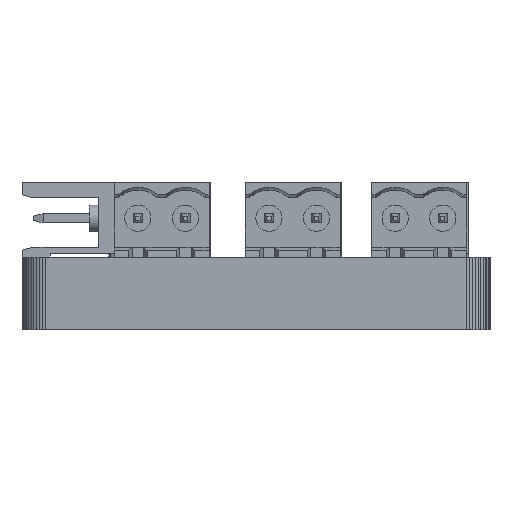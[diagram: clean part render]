
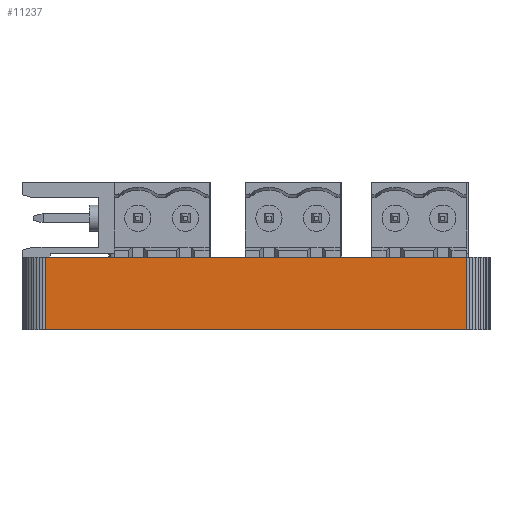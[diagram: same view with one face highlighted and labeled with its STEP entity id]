
A CAD part, left-side view. The second image highlights one B-rep face of the part: STEP entity #11237.
In plain terms, the highlighted planar face has unit normal (-1, 0, 0).
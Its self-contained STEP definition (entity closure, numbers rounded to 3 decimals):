
#6716 = PLANE('',#6717);
#6717 = AXIS2_PLACEMENT_3D('',#6718,#6719,#6720);
#6718 = CARTESIAN_POINT('',(100.,-75.,7.76));
#6719 = DIRECTION('',(-0.,-0.,-1.));
#6720 = DIRECTION('',(-1.,0.,0.));
#6770 = PLANE('',#6771);
#6771 = AXIS2_PLACEMENT_3D('',#6772,#6773,#6774);
#6772 = CARTESIAN_POINT('',(100.,-75.,0.));
#6773 = DIRECTION('',(-0.,-0.,-1.));
#6774 = DIRECTION('',(-1.,0.,0.));
#7887 = VERTEX_POINT('',#7888);
#7888 = CARTESIAN_POINT('',(75.,-97.5,0.));
#7902 = PLANE('',#7903);
#7903 = AXIS2_PLACEMENT_3D('',#7904,#7905,#7906);
#7904 = CARTESIAN_POINT('',(75.021,-97.826,0.));
#7905 = DIRECTION('',(-0.998,-0.065,0.));
#7906 = DIRECTION('',(-0.065,0.998,0.));
#7914 = EDGE_CURVE('',#7887,#7915,#7917,.T.);
#7915 = VERTEX_POINT('',#7916);
#7916 = CARTESIAN_POINT('',(75.,-52.5,0.));
#7917 = SURFACE_CURVE('',#7918,(#7922,#7929),.PCURVE_S1.);
#7918 = LINE('',#7919,#7920);
#7919 = CARTESIAN_POINT('',(75.,-97.5,0.));
#7920 = VECTOR('',#7921,1.);
#7921 = DIRECTION('',(0.,1.,0.));
#7922 = PCURVE('',#6770,#7923);
#7923 = DEFINITIONAL_REPRESENTATION('',(#7924),#7928);
#7924 = LINE('',#7925,#7926);
#7925 = CARTESIAN_POINT('',(25.,-22.5));
#7926 = VECTOR('',#7927,1.);
#7927 = DIRECTION('',(0.,1.));
#7928 = ( GEOMETRIC_REPRESENTATION_CONTEXT(2) 
PARAMETRIC_REPRESENTATION_CONTEXT() REPRESENTATION_CONTEXT('2D SPACE',''
  ) );
#7929 = PCURVE('',#7930,#7935);
#7930 = PLANE('',#7931);
#7931 = AXIS2_PLACEMENT_3D('',#7932,#7933,#7934);
#7932 = CARTESIAN_POINT('',(75.,-97.5,0.));
#7933 = DIRECTION('',(-1.,0.,0.));
#7934 = DIRECTION('',(0.,1.,0.));
#7935 = DEFINITIONAL_REPRESENTATION('',(#7936),#7940);
#7936 = LINE('',#7937,#7938);
#7937 = CARTESIAN_POINT('',(0.,0.));
#7938 = VECTOR('',#7939,1.);
#7939 = DIRECTION('',(1.,0.));
#7940 = ( GEOMETRIC_REPRESENTATION_CONTEXT(2) 
PARAMETRIC_REPRESENTATION_CONTEXT() REPRESENTATION_CONTEXT('2D SPACE',''
  ) );
#7958 = PLANE('',#7959);
#7959 = AXIS2_PLACEMENT_3D('',#7960,#7961,#7962);
#7960 = CARTESIAN_POINT('',(75.,-52.5,0.));
#7961 = DIRECTION('',(-0.998,0.065,0.));
#7962 = DIRECTION('',(0.065,0.998,0.));
#9683 = VERTEX_POINT('',#9684);
#9684 = CARTESIAN_POINT('',(75.,-97.5,7.76));
#9705 = EDGE_CURVE('',#9683,#9706,#9708,.T.);
#9706 = VERTEX_POINT('',#9707);
#9707 = CARTESIAN_POINT('',(75.,-52.5,7.76));
#9708 = SURFACE_CURVE('',#9709,(#9713,#9720),.PCURVE_S1.);
#9709 = LINE('',#9710,#9711);
#9710 = CARTESIAN_POINT('',(75.,-97.5,7.76));
#9711 = VECTOR('',#9712,1.);
#9712 = DIRECTION('',(0.,1.,0.));
#9713 = PCURVE('',#6716,#9714);
#9714 = DEFINITIONAL_REPRESENTATION('',(#9715),#9719);
#9715 = LINE('',#9716,#9717);
#9716 = CARTESIAN_POINT('',(25.,-22.5));
#9717 = VECTOR('',#9718,1.);
#9718 = DIRECTION('',(0.,1.));
#9719 = ( GEOMETRIC_REPRESENTATION_CONTEXT(2) 
PARAMETRIC_REPRESENTATION_CONTEXT() REPRESENTATION_CONTEXT('2D SPACE',''
  ) );
#9720 = PCURVE('',#7930,#9721);
#9721 = DEFINITIONAL_REPRESENTATION('',(#9722),#9726);
#9722 = LINE('',#9723,#9724);
#9723 = CARTESIAN_POINT('',(0.,-7.76));
#9724 = VECTOR('',#9725,1.);
#9725 = DIRECTION('',(1.,0.));
#9726 = ( GEOMETRIC_REPRESENTATION_CONTEXT(2) 
PARAMETRIC_REPRESENTATION_CONTEXT() REPRESENTATION_CONTEXT('2D SPACE',''
  ) );
#11187 = EDGE_CURVE('',#7915,#9706,#11188,.T.);
#11188 = SURFACE_CURVE('',#11189,(#11193,#11200),.PCURVE_S1.);
#11189 = LINE('',#11190,#11191);
#11190 = CARTESIAN_POINT('',(75.,-52.5,0.));
#11191 = VECTOR('',#11192,1.);
#11192 = DIRECTION('',(0.,0.,1.));
#11193 = PCURVE('',#7958,#11194);
#11194 = DEFINITIONAL_REPRESENTATION('',(#11195),#11199);
#11195 = LINE('',#11196,#11197);
#11196 = CARTESIAN_POINT('',(0.,0.));
#11197 = VECTOR('',#11198,1.);
#11198 = DIRECTION('',(0.,-1.));
#11199 = ( GEOMETRIC_REPRESENTATION_CONTEXT(2) 
PARAMETRIC_REPRESENTATION_CONTEXT() REPRESENTATION_CONTEXT('2D SPACE',''
  ) );
#11200 = PCURVE('',#7930,#11201);
#11201 = DEFINITIONAL_REPRESENTATION('',(#11202),#11206);
#11202 = LINE('',#11203,#11204);
#11203 = CARTESIAN_POINT('',(45.,0.));
#11204 = VECTOR('',#11205,1.);
#11205 = DIRECTION('',(0.,-1.));
#11206 = ( GEOMETRIC_REPRESENTATION_CONTEXT(2) 
PARAMETRIC_REPRESENTATION_CONTEXT() REPRESENTATION_CONTEXT('2D SPACE',''
  ) );
#11237 = ADVANCED_FACE('',(#11238),#7930,.T.);
#11238 = FACE_BOUND('',#11239,.T.);
#11239 = EDGE_LOOP('',(#11240,#11261,#11262,#11263));
#11240 = ORIENTED_EDGE('',*,*,#11241,.T.);
#11241 = EDGE_CURVE('',#7887,#9683,#11242,.T.);
#11242 = SURFACE_CURVE('',#11243,(#11247,#11254),.PCURVE_S1.);
#11243 = LINE('',#11244,#11245);
#11244 = CARTESIAN_POINT('',(75.,-97.5,0.));
#11245 = VECTOR('',#11246,1.);
#11246 = DIRECTION('',(0.,0.,1.));
#11247 = PCURVE('',#7930,#11248);
#11248 = DEFINITIONAL_REPRESENTATION('',(#11249),#11253);
#11249 = LINE('',#11250,#11251);
#11250 = CARTESIAN_POINT('',(0.,0.));
#11251 = VECTOR('',#11252,1.);
#11252 = DIRECTION('',(0.,-1.));
#11253 = ( GEOMETRIC_REPRESENTATION_CONTEXT(2) 
PARAMETRIC_REPRESENTATION_CONTEXT() REPRESENTATION_CONTEXT('2D SPACE',''
  ) );
#11254 = PCURVE('',#7902,#11255);
#11255 = DEFINITIONAL_REPRESENTATION('',(#11256),#11260);
#11256 = LINE('',#11257,#11258);
#11257 = CARTESIAN_POINT('',(0.327,0.));
#11258 = VECTOR('',#11259,1.);
#11259 = DIRECTION('',(0.,-1.));
#11260 = ( GEOMETRIC_REPRESENTATION_CONTEXT(2) 
PARAMETRIC_REPRESENTATION_CONTEXT() REPRESENTATION_CONTEXT('2D SPACE',''
  ) );
#11261 = ORIENTED_EDGE('',*,*,#9705,.T.);
#11262 = ORIENTED_EDGE('',*,*,#11187,.F.);
#11263 = ORIENTED_EDGE('',*,*,#7914,.F.);
